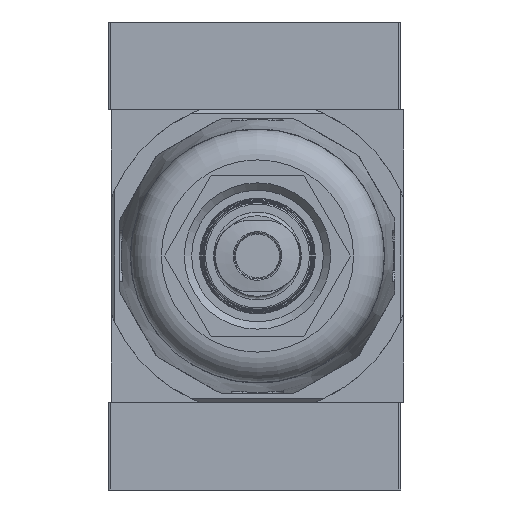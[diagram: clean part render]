
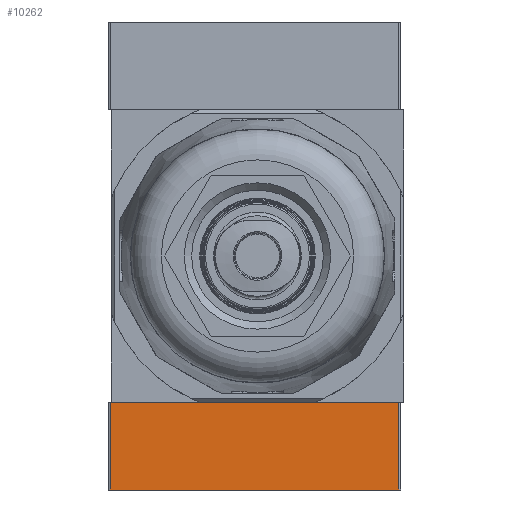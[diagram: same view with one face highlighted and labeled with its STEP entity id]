
A CAD part, front view. The second image highlights one B-rep face of the part: STEP entity #10262.
In plain terms, the highlighted face is planar.
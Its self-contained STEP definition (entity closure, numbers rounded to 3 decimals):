
#608=LINE('',#15972,#1108);
#609=LINE('',#15976,#1109);
#610=LINE('',#15978,#1110);
#611=LINE('',#15980,#1111);
#1108=VECTOR('',#12929,1000.);
#1109=VECTOR('',#12934,1000.);
#1110=VECTOR('',#12935,1000.);
#1111=VECTOR('',#12936,1000.);
#1441=PLANE('',#11066);
#3143=ORIENTED_EDGE('',*,*,#4625,.T.);
#3144=ORIENTED_EDGE('',*,*,#4626,.F.);
#3145=ORIENTED_EDGE('',*,*,#4627,.F.);
#3146=ORIENTED_EDGE('',*,*,#4623,.T.);
#4623=EDGE_CURVE('',#5503,#5502,#608,.T.);
#4625=EDGE_CURVE('',#5502,#5504,#609,.T.);
#4626=EDGE_CURVE('',#5505,#5504,#610,.T.);
#4627=EDGE_CURVE('',#5503,#5505,#611,.T.);
#5502=VERTEX_POINT('',#15971);
#5503=VERTEX_POINT('',#15973);
#5504=VERTEX_POINT('',#15977);
#5505=VERTEX_POINT('',#15979);
#6572=EDGE_LOOP('',(#3143,#3144,#3145,#3146));
#7244=FACE_BOUND('',#6572,.T.);
#10262=ADVANCED_FACE('',(#7244),#1441,.F.);
#11066=AXIS2_PLACEMENT_3D('',#15975,#12932,#12933);
#12929=DIRECTION('',(0.,0.,-1.));
#12932=DIRECTION('',(0.,-1.,0.));
#12933=DIRECTION('',(0.,0.,-1.));
#12934=DIRECTION('',(-1.,0.,0.));
#12935=DIRECTION('',(0.,0.,-1.));
#12936=DIRECTION('',(-1.,0.,0.));
#15971=CARTESIAN_POINT('',(19.7,10.,-6.));
#15972=CARTESIAN_POINT('',(19.7,10.,6.));
#15973=CARTESIAN_POINT('',(19.7,10.,6.));
#15975=CARTESIAN_POINT('',(19.7,10.,6.));
#15976=CARTESIAN_POINT('',(19.7,10.,-6.));
#15977=CARTESIAN_POINT('',(-19.7,10.,-6.));
#15978=CARTESIAN_POINT('',(-19.7,10.,6.));
#15979=CARTESIAN_POINT('',(-19.7,10.,6.));
#15980=CARTESIAN_POINT('',(19.7,10.,6.));
